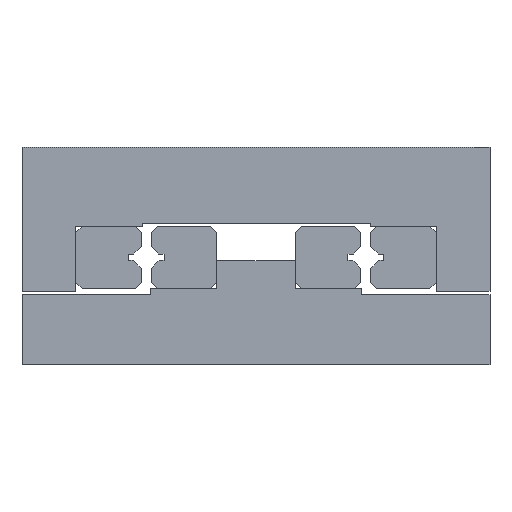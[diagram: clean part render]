
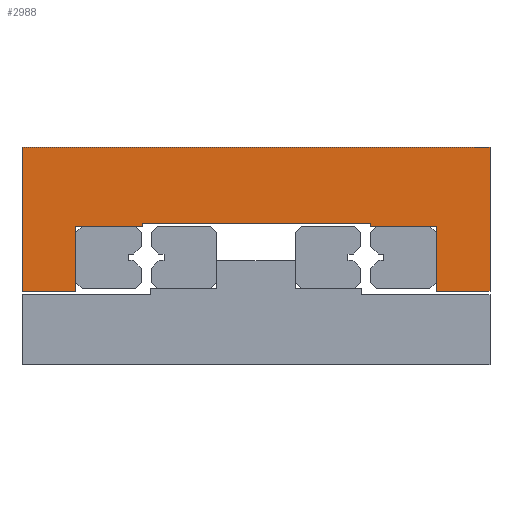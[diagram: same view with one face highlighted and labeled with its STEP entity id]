
A CAD part, front view. The second image highlights one B-rep face of the part: STEP entity #2988.
In plain terms, the highlighted planar face has unit normal (0, -1, 0).
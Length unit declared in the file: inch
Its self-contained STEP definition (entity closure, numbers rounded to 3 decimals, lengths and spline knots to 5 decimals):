
#2526=CARTESIAN_POINT('',(-0.909,-1.08,-0.364));
#2527=VERTEX_POINT('',#2526);
#2534=CARTESIAN_POINT('',(-1.181,-1.08,-0.364));
#2535=VERTEX_POINT('',#2534);
#2536=CARTESIAN_POINT('',(-0.909,-1.08,-0.364));
#2537=DIRECTION('',(-1.0,0.0,0.0));
#2538=VECTOR('',#2537,0.272);
#2539=LINE('',#2536,#2538);
#2540=EDGE_CURVE('',#2527,#2535,#2539,.T.);
#2557=CARTESIAN_POINT('',(-0.909,-1.08,-0.036));
#2558=VERTEX_POINT('',#2557);
#2565=CARTESIAN_POINT('',(-0.909,-1.08,-0.036));
#2566=DIRECTION('',(0.0,0.0,-1.0));
#2567=VECTOR('',#2566,0.328);
#2568=LINE('',#2565,#2567);
#2569=EDGE_CURVE('',#2558,#2527,#2568,.T.);
#2581=CARTESIAN_POINT('',(-0.57433,-1.08,-0.036));
#2582=VERTEX_POINT('',#2581);
#2589=CARTESIAN_POINT('',(-0.57433,-1.08,-0.036));
#2590=DIRECTION('',(-1.0,0.0,0.0));
#2591=VECTOR('',#2590,0.33467);
#2592=LINE('',#2589,#2591);
#2593=EDGE_CURVE('',#2582,#2558,#2592,.T.);
#2605=CARTESIAN_POINT('',(-0.57433,-1.08,-0.02));
#2606=VERTEX_POINT('',#2605);
#2613=CARTESIAN_POINT('',(-0.57433,-1.08,-0.02));
#2614=DIRECTION('',(0.0,0.0,-1.0));
#2615=VECTOR('',#2614,0.016);
#2616=LINE('',#2613,#2615);
#2617=EDGE_CURVE('',#2606,#2582,#2616,.T.);
#2629=CARTESIAN_POINT('',(0.58026,-1.08,-0.02));
#2630=VERTEX_POINT('',#2629);
#2637=CARTESIAN_POINT('',(0.58026,-1.08,-0.02));
#2638=DIRECTION('',(-1.0,0.0,0.0));
#2639=VECTOR('',#2638,1.15459);
#2640=LINE('',#2637,#2639);
#2641=EDGE_CURVE('',#2630,#2606,#2640,.T.);
#2733=CARTESIAN_POINT('',(0.58026,-1.08,-0.036));
#2734=VERTEX_POINT('',#2733);
#2741=CARTESIAN_POINT('',(0.58026,-1.08,-0.036));
#2742=DIRECTION('',(0.0,0.0,1.0));
#2743=VECTOR('',#2742,0.016);
#2744=LINE('',#2741,#2743);
#2745=EDGE_CURVE('',#2734,#2630,#2744,.T.);
#2757=CARTESIAN_POINT('',(0.909,-1.08,-0.036));
#2758=VERTEX_POINT('',#2757);
#2765=CARTESIAN_POINT('',(0.909,-1.08,-0.036));
#2766=DIRECTION('',(-1.0,0.0,0.0));
#2767=VECTOR('',#2766,0.32874);
#2768=LINE('',#2765,#2767);
#2769=EDGE_CURVE('',#2758,#2734,#2768,.T.);
#2781=CARTESIAN_POINT('',(0.909,-1.08,-0.364));
#2782=VERTEX_POINT('',#2781);
#2789=CARTESIAN_POINT('',(0.909,-1.08,-0.364));
#2790=DIRECTION('',(0.0,0.0,1.0));
#2791=VECTOR('',#2790,0.328);
#2792=LINE('',#2789,#2791);
#2793=EDGE_CURVE('',#2782,#2758,#2792,.T.);
#2805=CARTESIAN_POINT('',(1.181,-1.08,-0.364));
#2806=VERTEX_POINT('',#2805);
#2813=CARTESIAN_POINT('',(1.181,-1.08,-0.364));
#2814=DIRECTION('',(-1.0,0.0,0.0));
#2815=VECTOR('',#2814,0.272);
#2816=LINE('',#2813,#2815);
#2817=EDGE_CURVE('',#2806,#2782,#2816,.T.);
#2829=CARTESIAN_POINT('',(1.181,-1.08,0.364));
#2830=VERTEX_POINT('',#2829);
#2837=CARTESIAN_POINT('',(1.181,-1.08,0.364));
#2838=DIRECTION('',(0.0,0.0,-1.0));
#2839=VECTOR('',#2838,0.728);
#2840=LINE('',#2837,#2839);
#2841=EDGE_CURVE('',#2830,#2806,#2840,.T.);
#2853=CARTESIAN_POINT('',(-1.181,-1.08,0.364));
#2854=VERTEX_POINT('',#2853);
#2861=CARTESIAN_POINT('',(-1.181,-1.08,0.364));
#2862=DIRECTION('',(1.0,0.0,0.0));
#2863=VECTOR('',#2862,2.362);
#2864=LINE('',#2861,#2863);
#2865=EDGE_CURVE('',#2854,#2830,#2864,.T.);
#2958=CARTESIAN_POINT('',(-1.181,-1.08,-0.364));
#2959=DIRECTION('',(0.0,0.0,1.0));
#2960=VECTOR('',#2959,0.728);
#2961=LINE('',#2958,#2960);
#2962=EDGE_CURVE('',#2535,#2854,#2961,.T.);
#2969=CARTESIAN_POINT('',(0.00001,-1.08,0.07028));
#2970=DIRECTION('',(0.0,1.0,0.0));
#2971=DIRECTION('',(0.0,0.0,1.0));
#2972=AXIS2_PLACEMENT_3D('',#2969,#2970,#2971);
#2973=PLANE('',#2972);
#2974=ORIENTED_EDGE('',*,*,#2962,.F.);
#2975=ORIENTED_EDGE('',*,*,#2540,.F.);
#2976=ORIENTED_EDGE('',*,*,#2569,.F.);
#2977=ORIENTED_EDGE('',*,*,#2593,.F.);
#2978=ORIENTED_EDGE('',*,*,#2617,.F.);
#2979=ORIENTED_EDGE('',*,*,#2641,.F.);
#2980=ORIENTED_EDGE('',*,*,#2745,.F.);
#2981=ORIENTED_EDGE('',*,*,#2769,.F.);
#2982=ORIENTED_EDGE('',*,*,#2793,.F.);
#2983=ORIENTED_EDGE('',*,*,#2817,.F.);
#2984=ORIENTED_EDGE('',*,*,#2841,.F.);
#2985=ORIENTED_EDGE('',*,*,#2865,.F.);
#2986=EDGE_LOOP('',(#2974,#2975,#2976,#2977,#2978,#2979,#2980,#2981,#2982,#2983,#2984,#2985));
#2987=FACE_OUTER_BOUND('',#2986,.T.);
#2988=ADVANCED_FACE('',(#2987),#2973,.F.);
